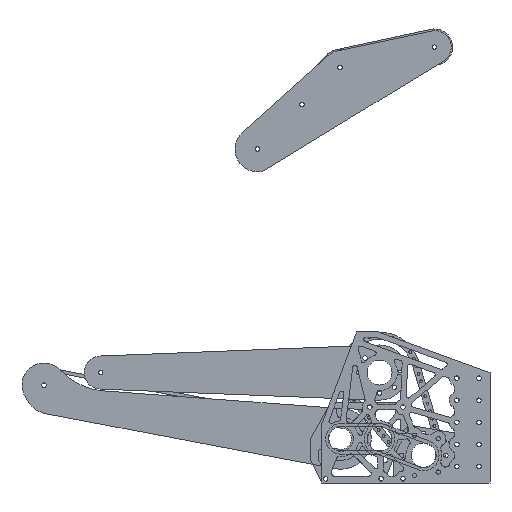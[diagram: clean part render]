
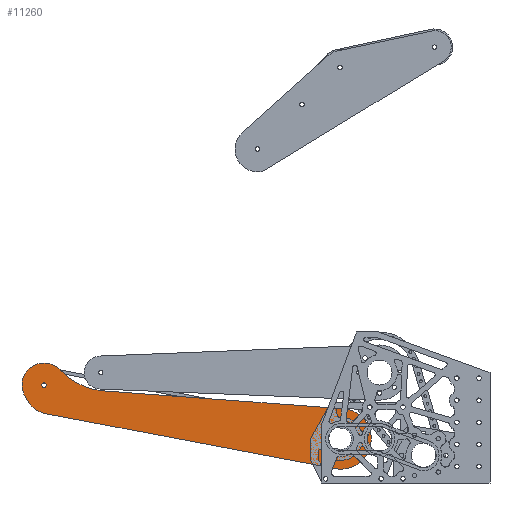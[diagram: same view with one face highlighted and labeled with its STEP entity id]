
A CAD part, left-side view. The second image highlights one B-rep face of the part: STEP entity #11260.
In plain terms, the highlighted planar face has unit normal (-1, 0, 0).
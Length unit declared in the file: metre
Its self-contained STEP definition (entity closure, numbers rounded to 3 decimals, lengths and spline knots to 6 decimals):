
#630=LINE('',#19702,#1231);
#634=LINE('',#19714,#1235);
#639=LINE('',#19732,#1240);
#1231=VECTOR('',#16498,1.);
#1235=VECTOR('',#16510,1.);
#1240=VECTOR('',#16529,1.);
#1494=PLANE('',#12925);
#4344=ORIENTED_EDGE('',*,*,#5779,.T.);
#4345=ORIENTED_EDGE('',*,*,#5757,.F.);
#4346=ORIENTED_EDGE('',*,*,#5776,.T.);
#4347=ORIENTED_EDGE('',*,*,#5773,.T.);
#4348=ORIENTED_EDGE('',*,*,#5770,.F.);
#4349=ORIENTED_EDGE('',*,*,#5767,.T.);
#4350=ORIENTED_EDGE('',*,*,#5764,.F.);
#4351=ORIENTED_EDGE('',*,*,#5761,.F.);
#4352=ORIENTED_EDGE('',*,*,#5781,.T.);
#5757=EDGE_CURVE('',#6852,#6853,#7686,.T.);
#5761=EDGE_CURVE('',#6853,#6856,#630,.T.);
#5764=EDGE_CURVE('',#6856,#6858,#7688,.T.);
#5767=EDGE_CURVE('',#6860,#6858,#634,.T.);
#5770=EDGE_CURVE('',#6860,#6862,#7690,.T.);
#5773=EDGE_CURVE('',#6864,#6862,#7692,.T.);
#5776=EDGE_CURVE('',#6852,#6864,#639,.T.);
#5779=EDGE_CURVE('',#6867,#6867,#7695,.T.);
#5781=EDGE_CURVE('',#6869,#6869,#7697,.T.);
#6852=VERTEX_POINT('',#19694);
#6853=VERTEX_POINT('',#19695);
#6856=VERTEX_POINT('',#19703);
#6858=VERTEX_POINT('',#19709);
#6860=VERTEX_POINT('',#19715);
#6862=VERTEX_POINT('',#19721);
#6864=VERTEX_POINT('',#19727);
#6867=VERTEX_POINT('',#19738);
#6869=VERTEX_POINT('',#19743);
#7686=CIRCLE('',#12904,0.034925);
#7688=CIRCLE('',#12908,0.026998);
#7690=CIRCLE('',#12912,0.0254);
#7692=CIRCLE('',#12915,0.075374);
#7695=CIRCLE('',#12920,0.0143);
#7697=CIRCLE('',#12923,0.00254);
#8936=EDGE_LOOP('',(#4344));
#8937=EDGE_LOOP('',(#4345,#4346,#4347,#4348,#4349,#4350,#4351));
#8938=EDGE_LOOP('',(#4352));
#10177=FACE_BOUND('',#8936,.T.);
#10178=FACE_BOUND('',#8937,.T.);
#10179=FACE_BOUND('',#8938,.T.);
#11260=ADVANCED_FACE('',(#10177,#10178,#10179),#1494,.F.);
#12904=AXIS2_PLACEMENT_3D('',#19693,#16490,#16491);
#12908=AXIS2_PLACEMENT_3D('',#19708,#16503,#16504);
#12912=AXIS2_PLACEMENT_3D('',#19720,#16515,#16516);
#12915=AXIS2_PLACEMENT_3D('',#19726,#16522,#16523);
#12920=AXIS2_PLACEMENT_3D('',#19737,#16535,#16536);
#12923=AXIS2_PLACEMENT_3D('',#19742,#16541,#16542);
#12925=AXIS2_PLACEMENT_3D('',#19745,#16545,#16546);
#16490=DIRECTION('',(1.,0.,0.));
#16491=DIRECTION('',(0.,-1.,0.));
#16498=DIRECTION('',(0.,0.982,0.187));
#16503=DIRECTION('',(1.,0.,0.));
#16504=DIRECTION('',(0.,-1.,0.));
#16510=DIRECTION('',(0.,-0.551,-0.834));
#16515=DIRECTION('',(1.,0.,0.));
#16516=DIRECTION('',(0.,-1.,0.));
#16522=DIRECTION('',(1.,0.,0.));
#16523=DIRECTION('',(0.,-1.,0.));
#16529=DIRECTION('',(0.,0.997,0.074));
#16535=DIRECTION('',(1.,0.,0.));
#16536=DIRECTION('',(0.,-1.,0.));
#16541=DIRECTION('',(1.,0.,0.));
#16542=DIRECTION('',(0.,-1.,0.));
#16545=DIRECTION('',(1.,0.,0.));
#16546=DIRECTION('',(0.,0.,-1.));
#19693=CARTESIAN_POINT('',(0.,0.17145,-0.0762));
#19694=CARTESIAN_POINT('',(0.,0.165231,-0.041833));
#19695=CARTESIAN_POINT('',(0.,0.177669,-0.110567));
#19702=CARTESIAN_POINT('',(0.,0.177969,-0.11051));
#19703=CARTESIAN_POINT('',(0.,0.511994,-0.047047));
#19708=CARTESIAN_POINT('',(0.,0.506954,-0.020523));
#19709=CARTESIAN_POINT('',(0.,0.52948,-0.035405));
#19714=CARTESIAN_POINT('',(0.,0.531792,-0.031907));
#19715=CARTESIAN_POINT('',(0.,0.534103,-0.028408));
#19720=CARTESIAN_POINT('',(0.,0.512911,-0.014406));
#19721=CARTESIAN_POINT('',(0.,0.49429,0.002869));
#19726=CARTESIAN_POINT('',(0.,0.439035,0.054134));
#19727=CARTESIAN_POINT('',(0.,0.444631,-0.021032));
#19732=CARTESIAN_POINT('',(0.,0.168871,-0.041562));
#19737=CARTESIAN_POINT('',(0.,0.17145,-0.0762));
#19738=CARTESIAN_POINT('',(0.,0.15715,-0.0762));
#19742=CARTESIAN_POINT('',(0.,0.512911,-0.014406));
#19743=CARTESIAN_POINT('',(0.,0.510371,-0.014406));
#19745=CARTESIAN_POINT('',(0.,0.31678,-0.039688));
